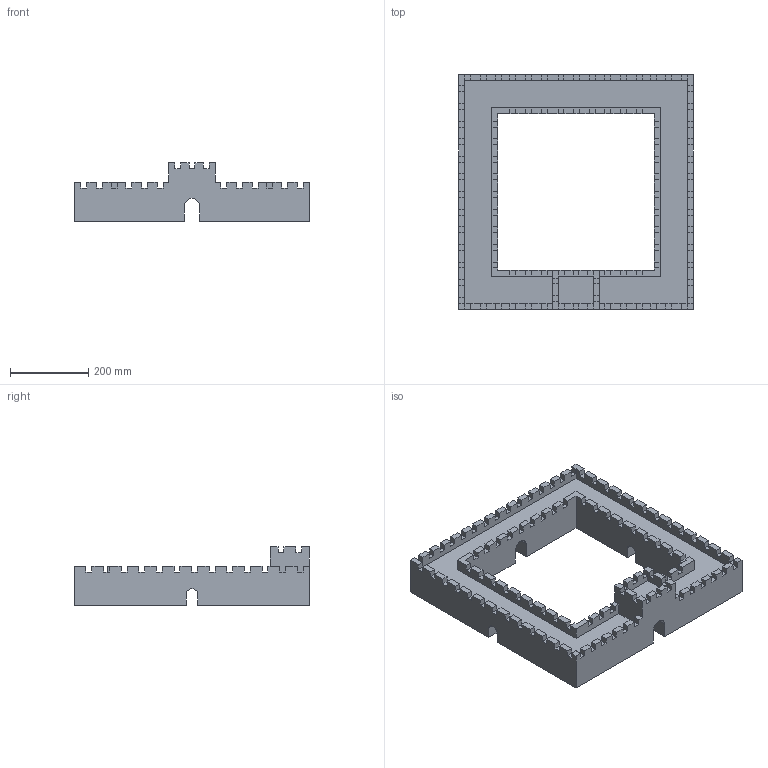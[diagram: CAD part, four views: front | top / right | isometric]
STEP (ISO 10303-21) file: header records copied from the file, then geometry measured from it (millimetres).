
FILE_DESCRIPTION(/* description */ (''),/* implementation_level */ '2;1');
FILE_NAME(/* name */ 'wholewall3.stp',/* time_stamp */ '2022-06-30T21:29:19+08:00',/* author */ (''),/* organization */ (''),/* preprocessor_version */ 'ST-DEVELOPER v16',/* originating_system */ 'SIEMENS PLM Software NX 10.0',/* authorisation */ '');
FILE_SCHEMA (('AUTOMOTIVE_DESIGN { 1 0 10303 214 3 1 1 1 }'));
Length unit declared in the file: millimetre
Products named in the file (1): holewall
Bounding box: 600 x 600 x 150 mm (x, y, z)
Volume: 15470579.9 mm3; surface area: 1493564.4 mm2
Topology: 5 solids, 5 shells, 488 faces, 1428 edges, 952 vertices
Faces by surface type: plane 484, cylinder 4
Entity records: 15888 total; most frequent: CARTESIAN_POINT 2869, ORIENTED_EDGE 2856, DIRECTION 2414, EDGE_CURVE 1428, LINE 1420, VECTOR 1420, VERTEX_POINT 952, AXIS2_PLACEMENT_3D 497
